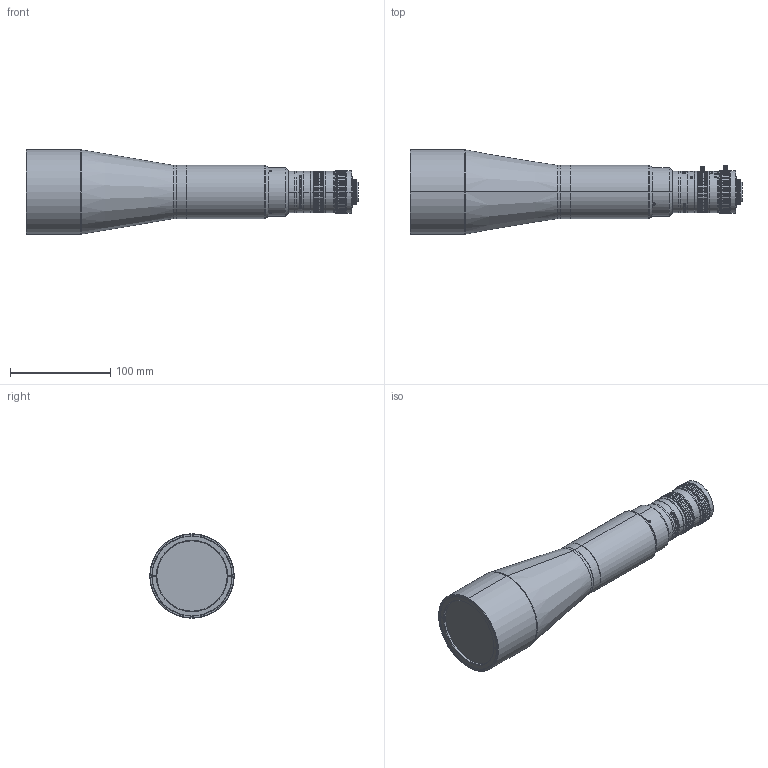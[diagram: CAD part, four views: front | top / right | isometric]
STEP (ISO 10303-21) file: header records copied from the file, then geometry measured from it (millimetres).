
FILE_DESCRIPTION (( 'STEP AP203' ), '1' );
FILE_NAME ('DP32982-A_HCSI023.step', '2023-08-10T06:49:03', ( '' ), ( '' ), 'SwSTEP 2.0', 'SolidWorks 2021', '' );
FILE_SCHEMA (( 'CONFIG_CONTROL_DESIGN' ));
Length unit declared in the file: millimetre
Products named in the file (1): DP32982-A_HCSI023
Bounding box: 330.41 x 84 x 84 mm (x, y, z)
Surface area: 74110 mm2 (no closed solid volume)
Topology: 0 solids, 69 shells, 674 faces, 3985 edges, 3372 vertices
Faces by surface type: cylinder 366, cone 185, plane 100, bspline 15, torus 6, sphere 2
Entity records: 47409 total; most frequent: CARTESIAN_POINT 20372, ORIENTED_EDGE 5291, DIRECTION 4548, EDGE_CURVE 3985, VERTEX_POINT 3372, B_SPLINE_CURVE_WITH_KNOTS 1886, AXIS2_PLACEMENT_3D 1789, CIRCLE 1129
